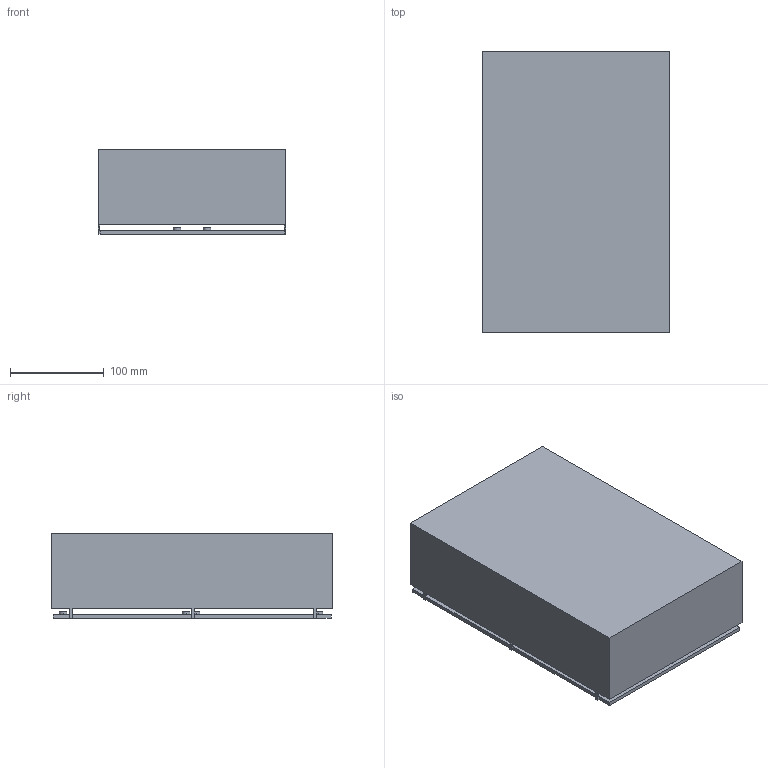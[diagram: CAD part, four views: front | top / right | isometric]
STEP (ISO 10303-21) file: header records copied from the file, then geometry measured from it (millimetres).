
FILE_DESCRIPTION (( 'STEP AP203' ), '1' );
FILE_NAME ('SablierElectronique.STEP', '2020-08-31T10:32:05', ( '' ), ( '' ), 'SwSTEP 2.0', 'SolidWorks 2017', '' );
FILE_SCHEMA (( 'CONFIG_CONTROL_DESIGN' ));
Length unit declared in the file: millimetre
Products named in the file (1): SablierElectronique
Bounding box: 200 x 300 x 90 mm (x, y, z)
Volume: 760121 mm3; surface area: 379727.5 mm2
Topology: 1 solids, 1 shells, 166 faces, 414 edges, 274 vertices
Faces by surface type: plane 94, cylinder 72
Entity records: 5095 total; most frequent: DIRECTION 892, CARTESIAN_POINT 855, ORIENTED_EDGE 828, EDGE_CURVE 414, AXIS2_PLACEMENT_3D 311, VERTEX_POINT 274, LINE 270, VECTOR 270
